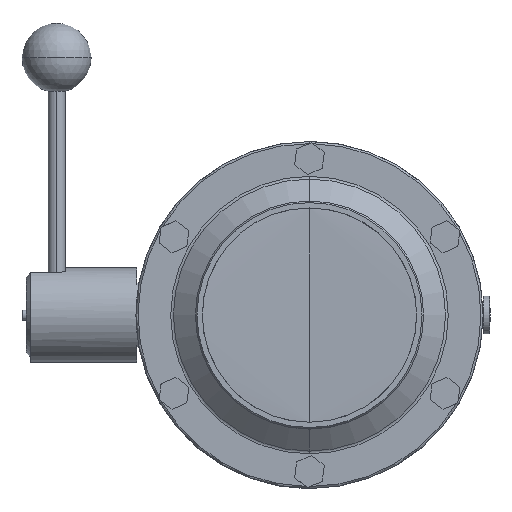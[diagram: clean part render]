
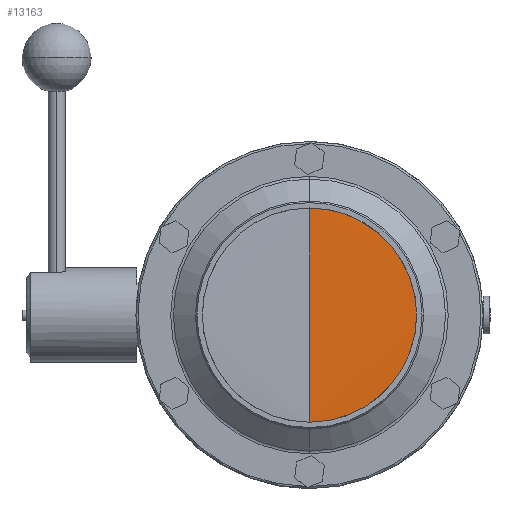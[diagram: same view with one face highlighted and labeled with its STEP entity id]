
A CAD part, left-side view. The second image highlights one B-rep face of the part: STEP entity #13163.
In plain terms, the highlighted cylindrical face has radius 965.218 mm (diameter 1930.44 mm), a partial arc.
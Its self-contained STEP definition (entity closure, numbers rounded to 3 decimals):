
#141 = CARTESIAN_POINT ( 'NONE',  ( -2.27, -49.625, -6.54 ) ) ;
#207 = CARTESIAN_POINT ( 'NONE',  ( -2.202, -48.283, -12.906 ) ) ;
#430 = EDGE_CURVE ( 'NONE', #7089, #12391, #7166, .T. ) ;
#517 = CARTESIAN_POINT ( 'NONE',  ( -1.248, -22.235, 44.886 ) ) ;
#525 = ORIENTED_EDGE ( 'NONE', *, *, #10957, .F. ) ;
#579 = CARTESIAN_POINT ( 'NONE',  ( -2.229, -48.823, 10.585 ) ) ;
#589 = CARTESIAN_POINT ( 'NONE',  ( -1.359, -26.456, -42.413 ) ) ;
#777 = CARTESIAN_POINT ( 'NONE',  ( -1.476, -30.456, 39.635 ) ) ;
#1534 = CARTESIAN_POINT ( 'NONE',  ( -1.81, -39.676, -30.384 ) ) ;
#1593 = CARTESIAN_POINT ( 'NONE',  ( -1.085, -13.024, 48.29 ) ) ;
#1655 = EDGE_CURVE ( 'NONE', #6383, #7089, #5967, .T. ) ;
#1669 = CARTESIAN_POINT ( 'NONE',  ( -1.097, -13.836, -48.042 ) ) ;
#2106 = CARTESIAN_POINT ( 'NONE',  ( -1., -0.132, 49.99 ) ) ;
#2423 = CARTESIAN_POINT ( 'NONE',  ( -2.038, -44.906, -22.136 ) ) ;
#2542 = CARTESIAN_POINT ( 'NONE',  ( -1.021, -6.655, 49.571 ) ) ;
#2610 = CARTESIAN_POINT ( 'NONE',  ( -1.559, -33.008, 37.56 ) ) ;
#2646 = DIRECTION ( 'NONE',  ( 1., 0., 0. ) ) ;
#2681 = CARTESIAN_POINT ( 'NONE',  ( -1.601, -34.216, 36.46 ) ) ;
#2736 = CARTESIAN_POINT ( 'NONE',  ( -1.497, -31.103, 39.129 ) ) ;
#2803 = CARTESIAN_POINT ( 'NONE',  ( -2.035, -44.831, 22.106 ) ) ;
#3541 = CARTESIAN_POINT ( 'NONE',  ( -2.127, -46.767, 17.635 ) ) ;
#3643 = CYLINDRICAL_SURFACE ( 'NONE', #7999, 965.218 ) ;
#3683 = CARTESIAN_POINT ( 'NONE',  ( -1.132, -16.177, -47.325 ) ) ;
#3742 = CARTESIAN_POINT ( 'NONE',  ( -2.27, -49.626, 6.554 ) ) ;
#4239 = CARTESIAN_POINT ( 'NONE',  ( -2.154, -47.316, -16.04 ) ) ;
#4303 = CARTESIAN_POINT ( 'NONE',  ( -2.167, -47.573, -15.258 ) ) ;
#4621 = CARTESIAN_POINT ( 'NONE',  ( -1.416, -28.477, 41.082 ) ) ;
#4755 = CARTESIAN_POINT ( 'NONE',  ( -1.908, -41.992, 27.087 ) ) ;
#4825 = CARTESIAN_POINT ( 'NONE',  ( -1.927, -42.432, 26.391 ) ) ;
#4833 = CARTESIAN_POINT ( 'NONE',  ( -1.727, -37.608, -32.945 ) ) ;
#4890 = CARTESIAN_POINT ( 'NONE',  ( -1.436, -29.143, 40.612 ) ) ;
#5277 = EDGE_LOOP ( 'NONE', ( #6065, #525, #11317 ) ) ;
#5514 = CARTESIAN_POINT ( 'NONE',  ( -1.851, -40.65, -29.066 ) ) ;
#5644 = CARTESIAN_POINT ( 'NONE',  ( -1.016, -6.625, -49.658 ) ) ;
#5763 = CARTESIAN_POINT ( 'NONE',  ( -1.065, -11.446, 48.688 ) ) ;
#5833 = CARTESIAN_POINT ( 'NONE',  ( -1.303, -24.336, -43.666 ) ) ;
#5967 = LINE ( 'NONE', #12334, #12117 ) ;
#6065 = ORIENTED_EDGE ( 'NONE', *, *, #1655, .F. ) ;
#6293 = CARTESIAN_POINT ( 'NONE',  ( -2.286, -49.948, 0. ) ) ;
#6383 = VERTEX_POINT ( 'NONE', #10531 ) ;
#6450 = CARTESIAN_POINT ( 'NONE',  ( -2.221, -48.677, -11.324 ) ) ;
#6515 = CARTESIAN_POINT ( 'NONE',  ( -1.968, -43.377, -25.004 ) ) ;
#6642 = CARTESIAN_POINT ( 'NONE',  ( -2.286, -49.948, 3.294 ) ) ;
#6651 = CARTESIAN_POINT ( 'NONE',  ( -1.378, -27.152, -41.97 ) ) ;
#6718 = CARTESIAN_POINT ( 'NONE',  ( -1.559, -33.065, -37.615 ) ) ;
#6848 = CARTESIAN_POINT ( 'NONE',  ( -1., -0.132, -49.99 ) ) ;
#6905 = CARTESIAN_POINT ( 'NONE',  ( -1.965, -43.276, 24.98 ) ) ;
#7089 = VERTEX_POINT ( 'NONE', #10787 ) ;
#7166 = B_SPLINE_CURVE_WITH_KNOTS ( 'NONE', 3,
 ( #2106, #11298, #8292, #12108, #10793, #2542, #9984, #5763, #1593, #11796, #11861, #517, #10857, #4621, #4890, #777, #2736, #2610, #2681, #12870, #11922, #4755, #4825, #6905, #11990, #2803, #12739, #3541, #8722, #7650, #8791, #11730, #579, #3742, #6642, #10724 ),
 .UNSPECIFIED., .F., .F.,
 ( 4, 2, 2, 2, 2, 2, 2, 2, 2, 2, 2, 2, 2, 2, 2, 2, 2, 4 ),
 ( 0.235, 0.237, 0.239, 0.244, 0.249, 0.254, 0.264, 0.266, 0.269, 0.274, 0.283, 0.286, 0.288, 0.293, 0.298, 0.3, 0.303, 0.312 ),
 .UNSPECIFIED. ) ;
#7601 = CARTESIAN_POINT ( 'NONE',  ( -2.286, -49.948, -3.297 ) ) ;
#7650 = CARTESIAN_POINT ( 'NONE',  ( -2.189, -48.025, 13.766 ) ) ;
#7660 = CARTESIAN_POINT ( 'NONE',  ( -1.79, -39.17, -31.035 ) ) ;
#7746 = CARTESIAN_POINT ( 'NONE',  ( -966.218, -0.132, -50. ) ) ;
#7792 = CARTESIAN_POINT ( 'NONE',  ( -1.685, -36.512, -34.157 ) ) ;
#7999 = AXIS2_PLACEMENT_3D ( 'NONE', #7746, #11828, #2646 ) ;
#8254 = DIRECTION ( 'NONE',  ( 0., 0., 1. ) ) ;
#8292 = CARTESIAN_POINT ( 'NONE',  ( -1.001, -1.777, 49.965 ) ) ;
#8346 = CARTESIAN_POINT ( 'NONE',  ( -2.127, -46.762, -17.591 ) ) ;
#8722 = CARTESIAN_POINT ( 'NONE',  ( -2.154, -47.314, 16.105 ) ) ;
#8791 = CARTESIAN_POINT ( 'NONE',  ( -2.2, -48.243, 12.979 ) ) ;
#8799 = CARTESIAN_POINT ( 'NONE',  ( -1.066, -11.456, -48.665 ) ) ;
#8866 = CARTESIAN_POINT ( 'NONE',  ( -1.057, -10.651, -48.848 ) ) ;
#8951 = FACE_OUTER_BOUND ( 'NONE', #5277, .T. ) ;
#9729 = CARTESIAN_POINT ( 'NONE',  ( -1., -3.387, -49.981 ) ) ;
#9794 = CARTESIAN_POINT ( 'NONE',  ( -1.218, -20.707, -45.523 ) ) ;
#9984 = CARTESIAN_POINT ( 'NONE',  ( -1.033, -8.261, 49.329 ) ) ;
#10531 = CARTESIAN_POINT ( 'NONE',  ( -1., -0.132, -49.99 ) ) ;
#10538 = CARTESIAN_POINT ( 'NONE',  ( -2.113, -46.468, -18.356 ) ) ;
#10724 = CARTESIAN_POINT ( 'NONE',  ( -2.286, -49.948, 0. ) ) ;
#10734 = CARTESIAN_POINT ( 'NONE',  ( -1.321, -25.048, -43.261 ) ) ;
#10787 = CARTESIAN_POINT ( 'NONE',  ( -1., -0.132, 49.99 ) ) ;
#10793 = CARTESIAN_POINT ( 'NONE',  ( -1.008, -4.225, 49.818 ) ) ;
#10857 = CARTESIAN_POINT ( 'NONE',  ( -1.319, -25.096, 43.348 ) ) ;
#10866 = CARTESIAN_POINT ( 'NONE',  ( -1.159, -17.707, -46.773 ) ) ;
#10957 = EDGE_CURVE ( 'NONE', #12391, #6383, #11947, .T. ) ;
#11298 = CARTESIAN_POINT ( 'NONE',  ( -1., -0.954, 49.988 ) ) ;
#11317 = ORIENTED_EDGE ( 'NONE', *, *, #430, .F. ) ;
#11612 = CARTESIAN_POINT ( 'NONE',  ( -2.286, -49.948, 0. ) ) ;
#11730 = CARTESIAN_POINT ( 'NONE',  ( -2.22, -48.642, 11.39 ) ) ;
#11796 = CARTESIAN_POINT ( 'NONE',  ( -1.132, -16.151, 47.334 ) ) ;
#11828 = DIRECTION ( 'NONE',  ( 0., 0., 1. ) ) ;
#11861 = CARTESIAN_POINT ( 'NONE',  ( -1.159, -17.707, 46.774 ) ) ;
#11868 = CARTESIAN_POINT ( 'NONE',  ( -1.476, -30.556, -39.685 ) ) ;
#11922 = CARTESIAN_POINT ( 'NONE',  ( -1.81, -39.72, 30.492 ) ) ;
#11947 = B_SPLINE_CURVE_WITH_KNOTS ( 'NONE', 3,
 ( #11612, #7601, #141, #6450, #207, #4303, #4239, #8346, #10538, #2423, #6515, #12421, #5514, #1534, #7660, #4833, #7792, #6718, #11868, #6651, #589, #10734, #5833, #12000, #9794, #10866, #3683, #1669, #12944, #8799, #8866, #5644, #9729, #6848 ),
 .UNSPECIFIED., .F., .F.,
 ( 4, 2, 2, 2, 2, 2, 2, 2, 2, 2, 2, 2, 2, 2, 2, 2, 4 ),
 ( 0., 0.01, 0.015, 0.017, 0.02, 0.029, 0.032, 0.034, 0.039, 0.049, 0.051, 0.054, 0.059, 0.063, 0.066, 0.068, 0.078 ),
 .UNSPECIFIED. ) ;
#11990 = CARTESIAN_POINT ( 'NONE',  ( -1.983, -43.679, 24.267 ) ) ;
#12000 = CARTESIAN_POINT ( 'NONE',  ( -1.251, -22.177, -44.825 ) ) ;
#12108 = CARTESIAN_POINT ( 'NONE',  ( -1.005, -3.411, 49.88 ) ) ;
#12117 = VECTOR ( 'NONE', #8254, 1000. ) ;
#12334 = CARTESIAN_POINT ( 'NONE',  ( -1., -0.132, -50. ) ) ;
#12391 = VERTEX_POINT ( 'NONE', #6293 ) ;
#12421 = CARTESIAN_POINT ( 'NONE',  ( -1.871, -41.119, -28.397 ) ) ;
#12739 = CARTESIAN_POINT ( 'NONE',  ( -2.068, -45.525, 20.635 ) ) ;
#12870 = CARTESIAN_POINT ( 'NONE',  ( -1.727, -37.661, 33.004 ) ) ;
#12944 = CARTESIAN_POINT ( 'NONE',  ( -1.086, -13.048, -48.262 ) ) ;
#13163 = ADVANCED_FACE ( 'NONE', ( #8951 ), #3643, .F. ) ;
